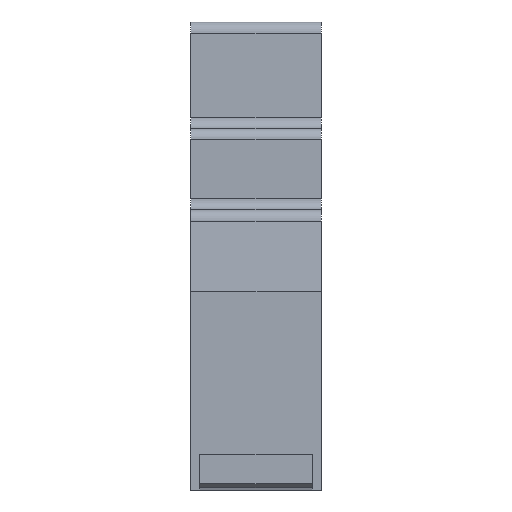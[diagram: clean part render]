
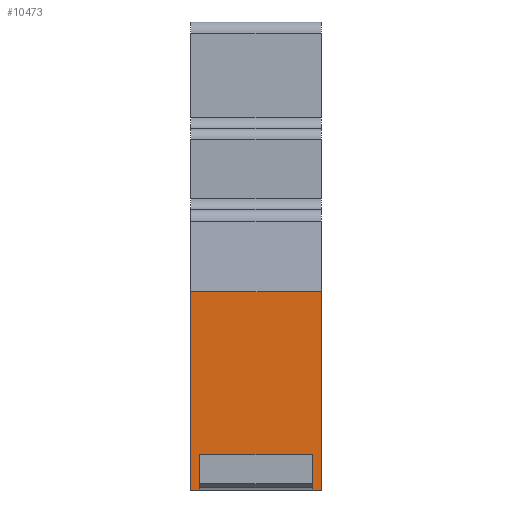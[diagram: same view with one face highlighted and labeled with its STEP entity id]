
A CAD part, front view. The second image highlights one B-rep face of the part: STEP entity #10473.
In plain terms, the highlighted planar face has unit normal (0, -1, 0).
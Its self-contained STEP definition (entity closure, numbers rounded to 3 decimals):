
#8978=CARTESIAN_POINT('',(1.15,-45.002,-5.003));
#8979=VERTEX_POINT('',#8978);
#8986=CARTESIAN_POINT('',(16.35,-45.002,-5.003));
#8987=VERTEX_POINT('',#8986);
#9009=CARTESIAN_POINT('',(1.15,-45.002,-0.253));
#9010=VERTEX_POINT('',#9009);
#9027=CARTESIAN_POINT('',(16.35,-45.002,-0.253));
#9028=VERTEX_POINT('',#9027);
#9035=CARTESIAN_POINT('',(1.15,-45.002,-0.253));
#9036=DIRECTION('',(1.0,0.0,0.0));
#9037=VECTOR('',#9036,15.2);
#9038=LINE('',#9035,#9037);
#9039=EDGE_CURVE('',#9010,#9028,#9038,.T.);
#9074=CARTESIAN_POINT('',(1.15,-45.002,-5.003));
#9075=DIRECTION('',(0.0,0.0,1.0));
#9076=VECTOR('',#9075,4.749);
#9077=LINE('',#9074,#9076);
#9078=EDGE_CURVE('',#8979,#9010,#9077,.T.);
#9092=CARTESIAN_POINT('',(16.35,-45.002,-0.253));
#9093=DIRECTION('',(0.0,0.0,-1.0));
#9094=VECTOR('',#9093,4.749);
#9095=LINE('',#9092,#9094);
#9096=EDGE_CURVE('',#9028,#8987,#9095,.T.);
#10408=CARTESIAN_POINT('',(0.,-45.002,21.697));
#10409=VERTEX_POINT('',#10408);
#10416=CARTESIAN_POINT('',(17.5,-45.002,21.697));
#10417=VERTEX_POINT('',#10416);
#10418=CARTESIAN_POINT('',(17.5,-45.002,21.697));
#10419=DIRECTION('',(-1.0,0.0,0.0));
#10420=VECTOR('',#10419,17.5);
#10421=LINE('',#10418,#10420);
#10422=EDGE_CURVE('',#10417,#10409,#10421,.T.);
#10434=CARTESIAN_POINT('',(17.5,-45.002,21.697));
#10435=DIRECTION('',(0.0,-1.0,0.0));
#10436=DIRECTION('',(1.0,0.0,0.0));
#10437=AXIS2_PLACEMENT_3D('',#10434,#10435,#10436);
#10438=PLANE('',#10437);
#10439=ORIENTED_EDGE('',*,*,#9096,.T.);
#10440=CARTESIAN_POINT('',(17.5,-45.002,-5.003));
#10441=VERTEX_POINT('',#10440);
#10442=CARTESIAN_POINT('',(17.5,-45.002,-5.003));
#10443=DIRECTION('',(-1.0,0.0,0.0));
#10444=VECTOR('',#10443,1.15);
#10445=LINE('',#10442,#10444);
#10446=EDGE_CURVE('',#10441,#8987,#10445,.T.);
#10447=ORIENTED_EDGE('',*,*,#10446,.F.);
#10448=CARTESIAN_POINT('',(17.5,-45.002,-5.003));
#10449=DIRECTION('',(0.0,0.0,1.0));
#10450=VECTOR('',#10449,26.699);
#10451=LINE('',#10448,#10450);
#10452=EDGE_CURVE('',#10441,#10417,#10451,.T.);
#10453=ORIENTED_EDGE('',*,*,#10452,.T.);
#10454=ORIENTED_EDGE('',*,*,#10422,.T.);
#10455=CARTESIAN_POINT('',(0.,-45.002,-5.003));
#10456=VERTEX_POINT('',#10455);
#10457=CARTESIAN_POINT('',(0.,-45.002,21.697));
#10458=DIRECTION('',(0.0,0.0,-1.0));
#10459=VECTOR('',#10458,26.699);
#10460=LINE('',#10457,#10459);
#10461=EDGE_CURVE('',#10409,#10456,#10460,.T.);
#10462=ORIENTED_EDGE('',*,*,#10461,.T.);
#10463=CARTESIAN_POINT('',(1.15,-45.002,-5.003));
#10464=DIRECTION('',(-1.0,0.0,0.0));
#10465=VECTOR('',#10464,1.15);
#10466=LINE('',#10463,#10465);
#10467=EDGE_CURVE('',#8979,#10456,#10466,.T.);
#10468=ORIENTED_EDGE('',*,*,#10467,.F.);
#10469=ORIENTED_EDGE('',*,*,#9078,.T.);
#10470=ORIENTED_EDGE('',*,*,#9039,.T.);
#10471=EDGE_LOOP('',(#10439,#10447,#10453,#10454,#10462,#10468,#10469,#10470));
#10472=FACE_OUTER_BOUND('',#10471,.T.);
#10473=ADVANCED_FACE('',(#10472),#10438,.T.);
